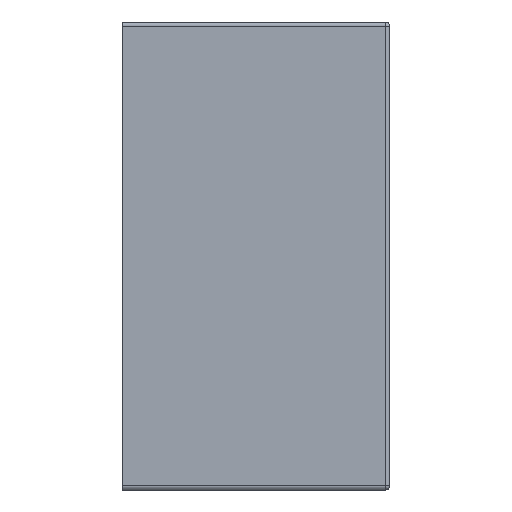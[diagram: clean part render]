
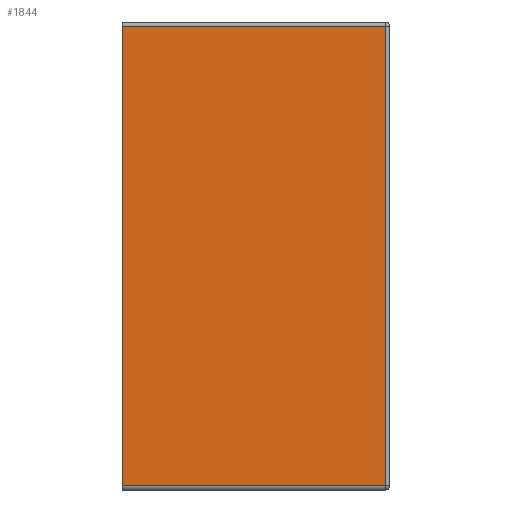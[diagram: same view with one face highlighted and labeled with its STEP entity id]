
A CAD part, left-side view. The second image highlights one B-rep face of the part: STEP entity #1844.
In plain terms, the highlighted planar face has unit normal (-1, 0, 0).
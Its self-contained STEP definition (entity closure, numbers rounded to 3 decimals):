
#67=PLANE('',#2043);
#163=LINE('',#3059,#307);
#166=LINE('',#3075,#310);
#167=LINE('',#3079,#311);
#168=LINE('',#3080,#312);
#307=VECTOR('',#2469,10.);
#310=VECTOR('',#2492,10.);
#311=VECTOR('',#2497,10.);
#312=VECTOR('',#2498,10.);
#490=FACE_OUTER_BOUND('',#616,.T.);
#616=EDGE_LOOP('',(#1498,#1499,#1500,#1501));
#901=VERTEX_POINT('',#3053);
#903=VERTEX_POINT('',#3057);
#906=VERTEX_POINT('',#3074);
#907=VERTEX_POINT('',#3078);
#1116=EDGE_CURVE('',#903,#901,#163,.T.);
#1124=EDGE_CURVE('',#901,#906,#166,.T.);
#1126=EDGE_CURVE('',#907,#903,#167,.T.);
#1127=EDGE_CURVE('',#906,#907,#168,.T.);
#1498=ORIENTED_EDGE('',*,*,#1116,.F.);
#1499=ORIENTED_EDGE('',*,*,#1126,.F.);
#1500=ORIENTED_EDGE('',*,*,#1127,.F.);
#1501=ORIENTED_EDGE('',*,*,#1124,.F.);
#1844=ADVANCED_FACE('',(#490),#67,.T.);
#2043=AXIS2_PLACEMENT_3D('',#3077,#2495,#2496);
#2469=DIRECTION('',(0.,0.,-1.));
#2492=DIRECTION('',(0.,1.,0.));
#2495=DIRECTION('center_axis',(-1.,0.,0.));
#2496=DIRECTION('ref_axis',(0.,0.,1.));
#2497=DIRECTION('',(0.,-1.,0.));
#2498=DIRECTION('',(0.,0.,1.));
#3053=CARTESIAN_POINT('',(10.,0.5,10.5));
#3057=CARTESIAN_POINT('',(10.,0.5,65.5));
#3059=CARTESIAN_POINT('',(10.,0.5,24.));
#3074=CARTESIAN_POINT('',(10.,32.,10.5));
#3075=CARTESIAN_POINT('',(10.,0.,10.5));
#3077=CARTESIAN_POINT('Origin',(10.,0.,10.));
#3078=CARTESIAN_POINT('',(10.,32.,65.5));
#3079=CARTESIAN_POINT('',(10.,0.,65.5));
#3080=CARTESIAN_POINT('',(10.,32.,10.));
